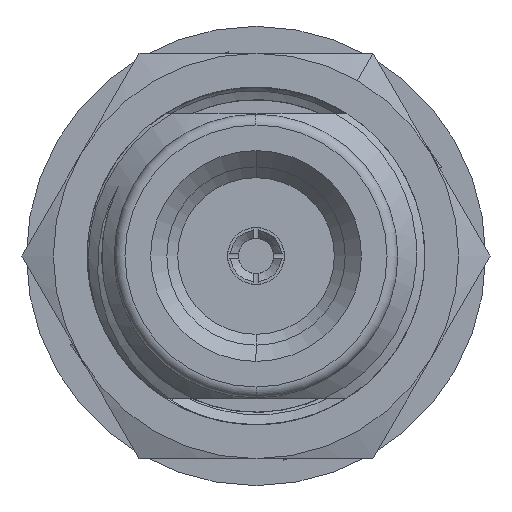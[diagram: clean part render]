
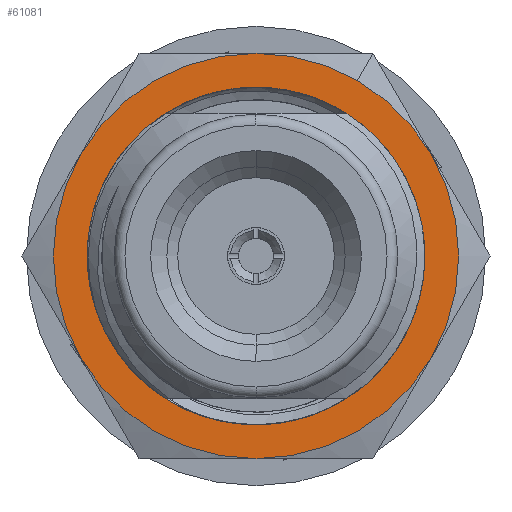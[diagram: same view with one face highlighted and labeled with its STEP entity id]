
A CAD part, left-side view. The second image highlights one B-rep face of the part: STEP entity #61081.
In plain terms, the highlighted planar face has unit normal (-1, 0, 0).
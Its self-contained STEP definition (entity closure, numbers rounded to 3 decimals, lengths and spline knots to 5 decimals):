
#2037 = AXIS2_PLACEMENT_3D ( 'NONE', #63267, #58066, #46947 ) ;
#3026 = ORIENTED_EDGE ( 'NONE', *, *, #43974, .T. ) ;
#4492 = DIRECTION ( 'NONE',  ( 0., -0.5, 0.866 ) ) ;
#5017 = DIRECTION ( 'NONE',  ( 0., -0.5, 0.866 ) ) ;
#5149 = DIRECTION ( 'NONE',  ( -1., 0., 0. ) ) ;
#6322 = VERTEX_POINT ( 'NONE', #58116 ) ;
#7060 = DIRECTION ( 'NONE',  ( -1., 0., 0. ) ) ;
#8912 = DIRECTION ( 'NONE',  ( 1., 0., 0. ) ) ;
#9117 = CARTESIAN_POINT ( 'NONE',  ( 0.394, -0.32476, 0.1875 ) ) ;
#9279 = CIRCLE ( 'NONE', #23576, 0.375 ) ;
#11462 = DIRECTION ( 'NONE',  ( 1., 0., 0. ) ) ;
#11513 = ORIENTED_EDGE ( 'NONE', *, *, #15956, .T. ) ;
#11660 = VERTEX_POINT ( 'NONE', #35945 ) ;
#11710 = DIRECTION ( 'NONE',  ( -1., 0., 0. ) ) ;
#11879 = CARTESIAN_POINT ( 'NONE',  ( 0.394, -0.1875, 0.32476 ) ) ;
#12923 = AXIS2_PLACEMENT_3D ( 'NONE', #63422, #7060, #46861 ) ;
#13681 = AXIS2_PLACEMENT_3D ( 'NONE', #51274, #11462, #44838 ) ;
#14485 = EDGE_LOOP ( 'NONE', ( #20069, #3026, #67002, #16272, #56707, #24027, #34849 ) ) ;
#14841 = CARTESIAN_POINT ( 'NONE',  ( 0.394, -0.32476, -0.1875 ) ) ;
#15124 = CARTESIAN_POINT ( 'NONE',  ( 0.394, 0., 0. ) ) ;
#15956 = EDGE_CURVE ( 'NONE', #11660, #58573, #62128, .T. ) ;
#16272 = ORIENTED_EDGE ( 'NONE', *, *, #37942, .T. ) ;
#16286 = VERTEX_POINT ( 'NONE', #54936 ) ;
#16573 = CIRCLE ( 'NONE', #56097, 0.375 ) ;
#17310 = FACE_OUTER_BOUND ( 'NONE', #14485, .T. ) ;
#20069 = ORIENTED_EDGE ( 'NONE', *, *, #50136, .T. ) ;
#21114 = DIRECTION ( 'NONE',  ( 1., 0., 0. ) ) ;
#21852 = DIRECTION ( 'NONE',  ( 0., -0.5, 0.866 ) ) ;
#23253 = EDGE_CURVE ( 'NONE', #16286, #6322, #49631, .T. ) ;
#23576 = AXIS2_PLACEMENT_3D ( 'NONE', #51019, #11710, #5017 ) ;
#24027 = ORIENTED_EDGE ( 'NONE', *, *, #61091, .T. ) ;
#24865 = CARTESIAN_POINT ( 'NONE',  ( 0.394, 0., 0. ) ) ;
#25590 = DIRECTION ( 'NONE',  ( 0., -0.5, 0.866 ) ) ;
#25800 = DIRECTION ( 'NONE',  ( 0., -0.5, 0.866 ) ) ;
#26027 = DIRECTION ( 'NONE',  ( 0., -0.5, 0.866 ) ) ;
#26264 = EDGE_CURVE ( 'NONE', #58573, #36141, #56681, .T. ) ;
#26369 = EDGE_CURVE ( 'NONE', #43325, #43056, #53094, .T. ) ;
#26560 = CARTESIAN_POINT ( 'NONE',  ( 0.394, 0., 0. ) ) ;
#27839 = PLANE ( 'NONE',  #13681 ) ;
#27972 = DIRECTION ( 'NONE',  ( 0., -0.5, 0.866 ) ) ;
#32253 = DIRECTION ( 'NONE',  ( -1., 0., 0. ) ) ;
#33546 = CIRCLE ( 'NONE', #12923, 0.375 ) ;
#34339 = ORIENTED_EDGE ( 'NONE', *, *, #60750, .T. ) ;
#34500 = CARTESIAN_POINT ( 'NONE',  ( 0.394, 0.32476, 0.1875 ) ) ;
#34849 = ORIENTED_EDGE ( 'NONE', *, *, #26369, .F. ) ;
#35898 = AXIS2_PLACEMENT_3D ( 'NONE', #49288, #21114, #21852 ) ;
#35945 = CARTESIAN_POINT ( 'NONE',  ( 0.394, 0.11635, -0.29003 ) ) ;
#36141 = VERTEX_POINT ( 'NONE', #50081 ) ;
#36227 = DIRECTION ( 'NONE',  ( -1., 0., 0. ) ) ;
#37942 = EDGE_CURVE ( 'NONE', #50365, #16286, #60138, .T. ) ;
#43056 = VERTEX_POINT ( 'NONE', #14841 ) ;
#43311 = CARTESIAN_POINT ( 'NONE',  ( 0.394, 0., 0. ) ) ;
#43325 = VERTEX_POINT ( 'NONE', #9117 ) ;
#43974 = EDGE_CURVE ( 'NONE', #72992, #69524, #33546, .T. ) ;
#44328 = AXIS2_PLACEMENT_3D ( 'NONE', #24865, #65076, #4492 ) ;
#44838 = DIRECTION ( 'NONE',  ( 0., -0.5, 0.866 ) ) ;
#45538 = AXIS2_PLACEMENT_3D ( 'NONE', #57087, #5149, #27972 ) ;
#45873 = AXIS2_PLACEMENT_3D ( 'NONE', #48039, #36227, #25590 ) ;
#46861 = DIRECTION ( 'NONE',  ( 0., -0.5, 0.866 ) ) ;
#46947 = DIRECTION ( 'NONE',  ( 0., -0.5, 0.866 ) ) ;
#48039 = CARTESIAN_POINT ( 'NONE',  ( 0.394, 0., 0. ) ) ;
#49288 = CARTESIAN_POINT ( 'NONE',  ( 0.394, 0., 0. ) ) ;
#49631 = CIRCLE ( 'NONE', #45873, 0.375 ) ;
#50081 = CARTESIAN_POINT ( 'NONE',  ( 0.394, 0.28735, -0.12282 ) ) ;
#50136 = EDGE_CURVE ( 'NONE', #43325, #72992, #62593, .T. ) ;
#50365 = VERTEX_POINT ( 'NONE', #34500 ) ;
#51019 = CARTESIAN_POINT ( 'NONE',  ( 0.394, 0., 0. ) ) ;
#51044 = CARTESIAN_POINT ( 'NONE',  ( 0.394, 0.15625, -0.27063 ) ) ;
#51274 = CARTESIAN_POINT ( 'NONE',  ( 0.394, 0., 0. ) ) ;
#52959 = EDGE_CURVE ( 'NONE', #69524, #50365, #16573, .T. ) ;
#52968 = AXIS2_PLACEMENT_3D ( 'NONE', #43311, #54422, #25800 ) ;
#53094 = CIRCLE ( 'NONE', #55340, 0.375 ) ;
#54410 = FACE_BOUND ( 'NONE', #66448, .T. ) ;
#54422 = DIRECTION ( 'NONE',  ( 1., 0., 0. ) ) ;
#54936 = CARTESIAN_POINT ( 'NONE',  ( 0.394, 0.32476, -0.1875 ) ) ;
#55340 = AXIS2_PLACEMENT_3D ( 'NONE', #15124, #8912, #26027 ) ;
#56097 = AXIS2_PLACEMENT_3D ( 'NONE', #26560, #32253, #71716 ) ;
#56205 = CIRCLE ( 'NONE', #35898, 0.3125 ) ;
#56681 = CIRCLE ( 'NONE', #52968, 0.3125 ) ;
#56707 = ORIENTED_EDGE ( 'NONE', *, *, #23253, .T. ) ;
#57087 = CARTESIAN_POINT ( 'NONE',  ( 0.394, 0., 0. ) ) ;
#57792 = CARTESIAN_POINT ( 'NONE',  ( 0.394, 0., 0.375 ) ) ;
#58066 = DIRECTION ( 'NONE',  ( -1., 0., 0. ) ) ;
#58116 = CARTESIAN_POINT ( 'NONE',  ( 0.394, 0., -0.375 ) ) ;
#58573 = VERTEX_POINT ( 'NONE', #51044 ) ;
#60138 = CIRCLE ( 'NONE', #45538, 0.375 ) ;
#60750 = EDGE_CURVE ( 'NONE', #36141, #11660, #56205, .T. ) ;
#61081 = ADVANCED_FACE ( 'NONE', ( #54410, #17310 ), #27839, .F. ) ;
#61091 = EDGE_CURVE ( 'NONE', #6322, #43056, #9279, .T. ) ;
#62128 = CIRCLE ( 'NONE', #44328, 0.3125 ) ;
#62593 = CIRCLE ( 'NONE', #2037, 0.375 ) ;
#63267 = CARTESIAN_POINT ( 'NONE',  ( 0.394, 0., 0. ) ) ;
#63422 = CARTESIAN_POINT ( 'NONE',  ( 0.394, 0., 0. ) ) ;
#65076 = DIRECTION ( 'NONE',  ( 1., 0., 0. ) ) ;
#66448 = EDGE_LOOP ( 'NONE', ( #11513, #72050, #34339 ) ) ;
#67002 = ORIENTED_EDGE ( 'NONE', *, *, #52959, .T. ) ;
#69524 = VERTEX_POINT ( 'NONE', #57792 ) ;
#71716 = DIRECTION ( 'NONE',  ( 0., -0.5, 0.866 ) ) ;
#72050 = ORIENTED_EDGE ( 'NONE', *, *, #26264, .T. ) ;
#72992 = VERTEX_POINT ( 'NONE', #11879 ) ;
